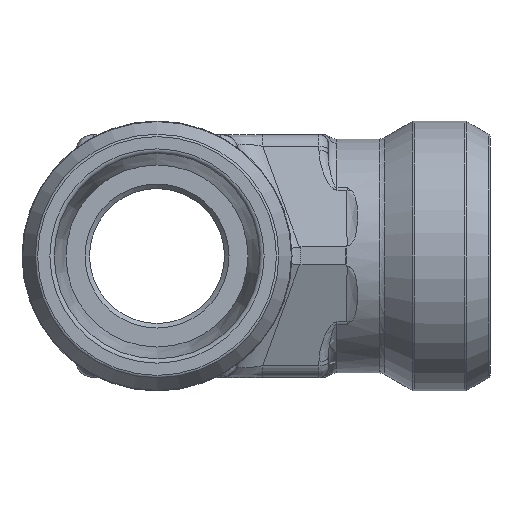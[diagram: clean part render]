
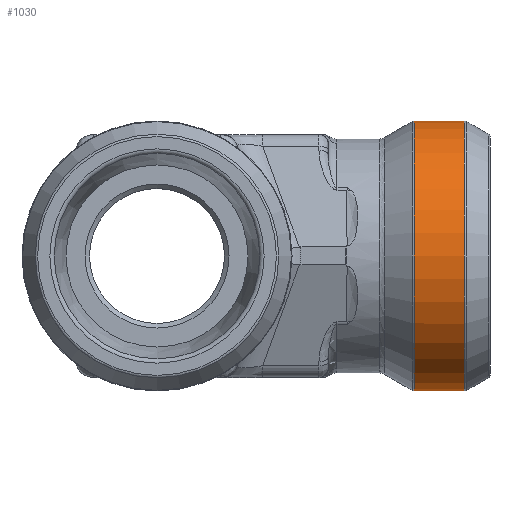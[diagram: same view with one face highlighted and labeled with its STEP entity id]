
A CAD part, left-side view. The second image highlights one B-rep face of the part: STEP entity #1030.
In plain terms, the highlighted cylindrical face has radius 15 mm (diameter 30 mm), a full revolution.
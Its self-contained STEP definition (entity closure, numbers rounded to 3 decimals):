
#258=CYLINDRICAL_SURFACE('',#6149,15.);
#321=FACE_BOUND('',#1832,.T.);
#322=FACE_BOUND('',#1833,.T.);
#692=CIRCLE('',#6147,15.);
#693=CIRCLE('',#6148,15.);
#1030=ADVANCED_FACE('',(#321,#322),#258,.T.);
#1832=EDGE_LOOP('',(#3940));
#1833=EDGE_LOOP('',(#3941));
#3940=ORIENTED_EDGE('',*,*,#5319,.T.);
#3941=ORIENTED_EDGE('',*,*,#5320,.T.);
#4507=VERTEX_POINT('',#12188);
#4508=VERTEX_POINT('',#12190);
#5319=EDGE_CURVE('',#4507,#4507,#692,.T.);
#5320=EDGE_CURVE('',#4508,#4508,#693,.T.);
#6147=AXIS2_PLACEMENT_3D('',#12187,#7437,#7438);
#6148=AXIS2_PLACEMENT_3D('',#12189,#7439,#7440);
#6149=AXIS2_PLACEMENT_3D('',#12191,#7441,#7442);
#7437=DIRECTION('',(0.,1.,0.));
#7438=DIRECTION('',(0.,0.,1.));
#7439=DIRECTION('',(0.,-1.,0.));
#7440=DIRECTION('',(0.,0.,1.));
#7441=DIRECTION('',(0.,-1.,0.));
#7442=DIRECTION('',(0.,0.,-1.));
#12187=CARTESIAN_POINT('',(0.,-34.166,0.));
#12188=CARTESIAN_POINT('',(0.,-34.166,15.));
#12189=CARTESIAN_POINT('',(0.,-28.598,0.));
#12190=CARTESIAN_POINT('',(0.,-28.598,15.));
#12191=CARTESIAN_POINT('',(0.,0.,0.));
